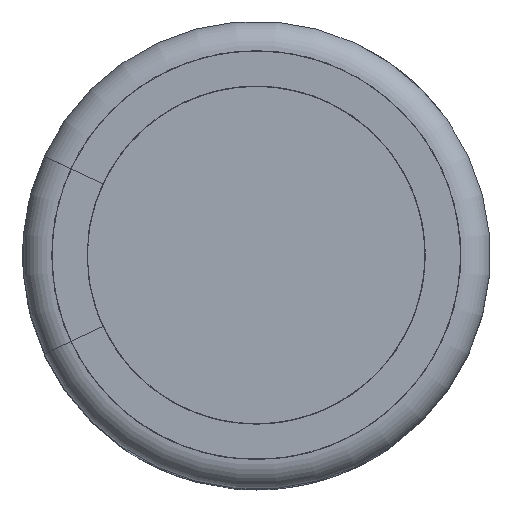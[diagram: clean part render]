
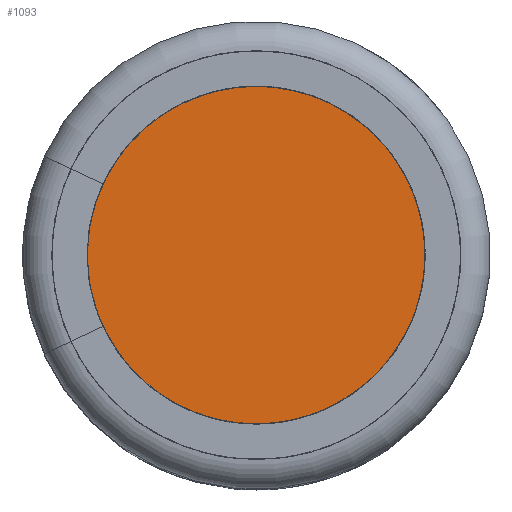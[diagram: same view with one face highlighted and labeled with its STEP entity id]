
A CAD part, top view. The second image highlights one B-rep face of the part: STEP entity #1093.
In plain terms, the highlighted planar face has unit normal (0, 0, 1).
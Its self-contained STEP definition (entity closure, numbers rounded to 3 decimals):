
#1093 = ADVANCED_FACE( '', ( #2492 ), #2493, .T. );
#2492 = FACE_OUTER_BOUND( '', #6735, .T. );
#2493 = PLANE( '', #6736 );
#6735 = EDGE_LOOP( '', ( #11702 ) );
#6736 = AXIS2_PLACEMENT_3D( '', #11703, #11704, #11705 );
#11702 = ORIENTED_EDGE( '', *, *, #13528, .F. );
#11703 = CARTESIAN_POINT( '', ( -4.371, 0., 12.28 ) );
#11704 = DIRECTION( '', ( 0., 0., 1. ) );
#11705 = DIRECTION( '', ( 1., 0., 0. ) );
#13528 = EDGE_CURVE( '', #15407, #15407, #15408, .T. );
#15407 = VERTEX_POINT( '', #18371 );
#15408 = CIRCLE( '', #18372, 4.371 );
#18371 = CARTESIAN_POINT( '', ( -4.371, 0., 12.28 ) );
#18372 = AXIS2_PLACEMENT_3D( '', #24024, #24025, #24026 );
#24024 = CARTESIAN_POINT( '', ( 0., 0., 12.28 ) );
#24025 = DIRECTION( '', ( 0., 0., -1. ) );
#24026 = DIRECTION( '', ( -1., 0., 0. ) );
